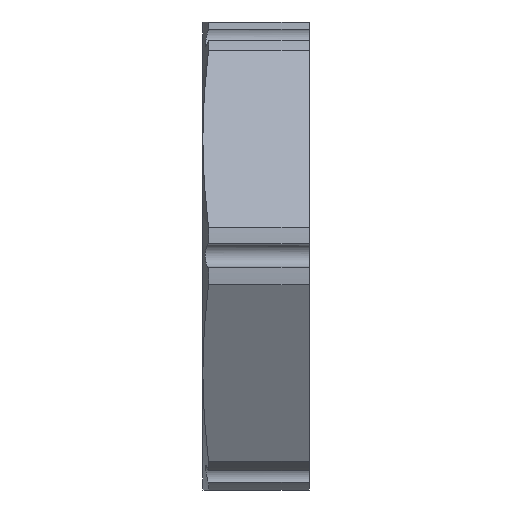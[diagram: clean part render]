
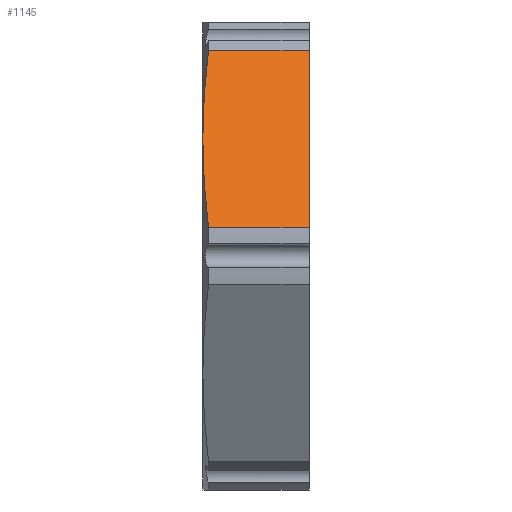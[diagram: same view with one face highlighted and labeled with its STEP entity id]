
A CAD part, left-side view. The second image highlights one B-rep face of the part: STEP entity #1145.
In plain terms, the highlighted planar face has unit normal (-0.866, 0, 0.5).
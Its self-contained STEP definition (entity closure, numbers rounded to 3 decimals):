
#100=DIRECTION('',(-0.5,0.,-0.866));
#101=VECTOR('',#100,9.592);
#102=CARTESIAN_POINT('',(-7.128,0.,9.653));
#103=LINE('',#102,#101);
#247=CARTESIAN_POINT('',(-11.924,4.732,1.347));
#248=CARTESIAN_POINT('',(-11.791,4.761,1.577));
#249=CARTESIAN_POINT('',(-11.525,4.814,2.038));
#250=CARTESIAN_POINT('',(-11.126,4.88,2.73));
#251=CARTESIAN_POINT('',(-10.727,4.933,3.421));
#252=CARTESIAN_POINT('',(-10.326,4.971,4.115));
#253=CARTESIAN_POINT('',(-9.926,4.995,4.807));
#254=CARTESIAN_POINT('',(-9.66,5.,5.269));
#255=CARTESIAN_POINT('',(-9.526,5.,5.5));
#452=CARTESIAN_POINT('',(-9.526,5.,5.5));
#453=CARTESIAN_POINT('',(-9.393,5.,5.731));
#454=CARTESIAN_POINT('',(-9.126,4.995,6.193));
#455=CARTESIAN_POINT('',(-8.726,4.971,6.885));
#456=CARTESIAN_POINT('',(-8.326,4.933,7.579));
#457=CARTESIAN_POINT('',(-7.927,4.88,8.27));
#458=CARTESIAN_POINT('',(-7.528,4.814,8.962));
#459=CARTESIAN_POINT('',(-7.261,4.761,9.423));
#460=CARTESIAN_POINT('',(-7.128,4.732,9.653));
#476=DIRECTION('',(0.,-1.,0.));
#477=VECTOR('',#476,4.732);
#478=CARTESIAN_POINT('',(-7.128,4.732,9.653));
#479=LINE('',#478,#477);
#480=DIRECTION('',(0.,1.,0.));
#481=VECTOR('',#480,4.732);
#482=CARTESIAN_POINT('',(-11.924,0.,1.347));
#483=LINE('',#482,#481);
#687=CARTESIAN_POINT('',(-9.526,5.,5.5));
#688=VERTEX_POINT('',#687);
#727=CARTESIAN_POINT('',(-11.924,0.,1.347));
#729=VERTEX_POINT('',#727);
#731=CARTESIAN_POINT('',(-11.924,4.732,1.347));
#732=VERTEX_POINT('',#731);
#747=VERTEX_POINT('',#460);
#775=CARTESIAN_POINT('',(-7.128,0.,9.653));
#776=VERTEX_POINT('',#775);
#1132=CARTESIAN_POINT('',(-11.924,5.,1.347));
#1133=DIRECTION('',(0.866,0.,-0.5));
#1134=DIRECTION('',(-0.5,0.,-0.866));
#1135=AXIS2_PLACEMENT_3D('',#1132,#1133,#1134);
#1136=PLANE('',#1135);
#1138=ORIENTED_EDGE('',*,*,#1137,.T.);
#1139=ORIENTED_EDGE('',*,*,#959,.T.);
#1140=ORIENTED_EDGE('',*,*,#1112,.T.);
#1141=ORIENTED_EDGE('',*,*,#1126,.T.);
#1142=ORIENTED_EDGE('',*,*,#877,.T.);
#1143=EDGE_LOOP('',(#1138,#1139,#1140,#1141,#1142));
#1144=FACE_OUTER_BOUND('',#1143,.F.);
#1145=ADVANCED_FACE('',(#1144),#1136,.F.);
#256=B_SPLINE_CURVE_WITH_KNOTS('',3,(#247,#248,#249,#250,#251,#252,#253,#254,
#255),.UNSPECIFIED.,.F.,.F.,(4,1,1,1,1,1,4),(0.,0.167,
0.333,0.5,0.667,0.833,1.),
.UNSPECIFIED.);
#461=B_SPLINE_CURVE_WITH_KNOTS('',3,(#452,#453,#454,#455,#456,#457,#458,#459,
#460),.UNSPECIFIED.,.F.,.F.,(4,1,1,1,1,1,4),(0.,0.167,
0.333,0.5,0.667,0.833,1.),
.UNSPECIFIED.);
#877=EDGE_CURVE('',#776,#729,#103,.T.);
#959=EDGE_CURVE('',#732,#688,#256,.T.);
#1112=EDGE_CURVE('',#688,#747,#461,.T.);
#1126=EDGE_CURVE('',#747,#776,#479,.T.);
#1137=EDGE_CURVE('',#729,#732,#483,.T.);
